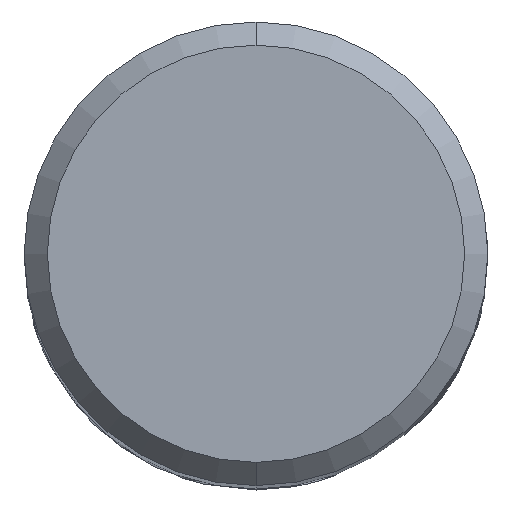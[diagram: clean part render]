
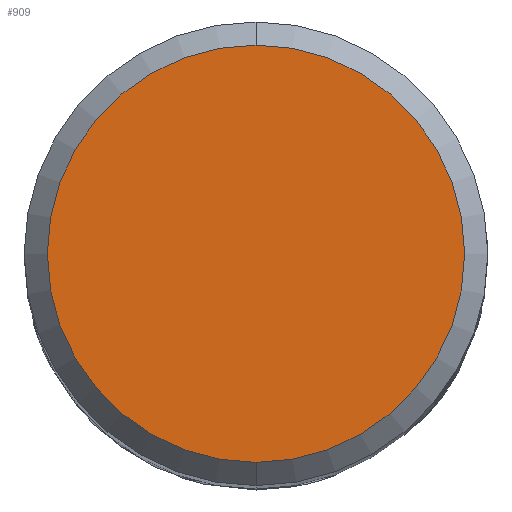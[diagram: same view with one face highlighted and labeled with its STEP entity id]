
A CAD part, top view. The second image highlights one B-rep face of the part: STEP entity #909.
In plain terms, the highlighted planar face has unit normal (0, 0, 1).
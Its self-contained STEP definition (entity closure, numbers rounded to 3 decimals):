
#627=VERTEX_POINT('',#1667);
#671=EDGE_CURVE('',#987,#627,#1715,.T.);
#909=ADVANCED_FACE('',(#1979),#1980,.T.);
#987=VERTEX_POINT('',#2064);
#1173=EDGE_CURVE('',#627,#987,#2264,.T.);
#1667=CARTESIAN_POINT('',(0.,-5.4,0.0));
#1715=CIRCLE('',#3179,5.4);
#1979=FACE_OUTER_BOUND('',#5026,.T.);
#1980=PLANE('',#5027);
#2064=CARTESIAN_POINT('',(0.0,5.4,0.0));
#2264=CIRCLE('',#6324,5.4);
#3179=AXIS2_PLACEMENT_3D('',#7980,#7981,#7982);
#5026=EDGE_LOOP('',(#8331,#8332));
#5027=AXIS2_PLACEMENT_3D('',#8333,#8334,#8335);
#6324=AXIS2_PLACEMENT_3D('',#8580,#8581,#8582);
#7980=CARTESIAN_POINT('',(0.0,0.0,0.0));
#7981=DIRECTION('',(0.0,0.0,-1.0));
#7982=DIRECTION('',(0.0,1.0,0.0));
#8331=ORIENTED_EDGE('',*,*,#671,.F.);
#8332=ORIENTED_EDGE('',*,*,#1173,.F.);
#8333=CARTESIAN_POINT('',(0.0,2.7,0.0));
#8334=DIRECTION('',(-0.0,0.0,1.0));
#8335=DIRECTION('',(0.0,-1.0,0.0));
#8580=CARTESIAN_POINT('',(0.0,0.0,0.0));
#8581=DIRECTION('',(0.0,0.0,-1.0));
#8582=DIRECTION('',(0.0,1.0,0.0));
